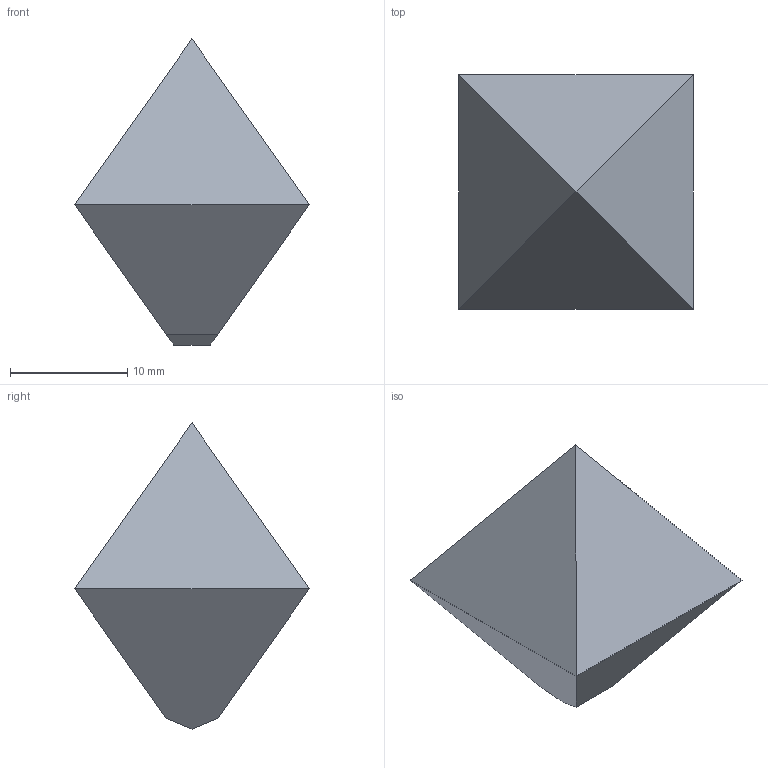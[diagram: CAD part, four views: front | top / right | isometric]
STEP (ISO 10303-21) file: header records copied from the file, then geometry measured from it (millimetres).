
FILE_DESCRIPTION(/* description */ (''),/* implementation_level */ '2;1');
FILE_NAME(/* name */ 'simple chisel135.stp',/* time_stamp */ '2020-02-21T20:31:37-05:00',/* author */ ('Admin'),/* organization */ (''),/* preprocessor_version */ 'ST-DEVELOPER v18',/* originating_system */ 'Autodesk Inventor 2020',/* authorisation */ '');
FILE_SCHEMA (('AUTOMOTIVE_DESIGN { 1 0 10303 214 3 1 1 }'));
Length unit declared in the file: millimetre
Products named in the file (1): cuttting135a
Bounding box: 20 x 20 x 26.09 mm (x, y, z)
Volume: 3759.2 mm3; surface area: 1374.9 mm2
Topology: 1 solids, 1 shells, 10 faces, 23 edges, 19 vertices
Faces by surface type: plane 10
Entity records: 317 total; most frequent: CARTESIAN_POINT 49, DIRECTION 41, ORIENTED_EDGE 38, LINE 19, VECTOR 19, EDGE_CURVE 19, VERTEX_POINT 11, AXIS2_PLACEMENT_3D 11
